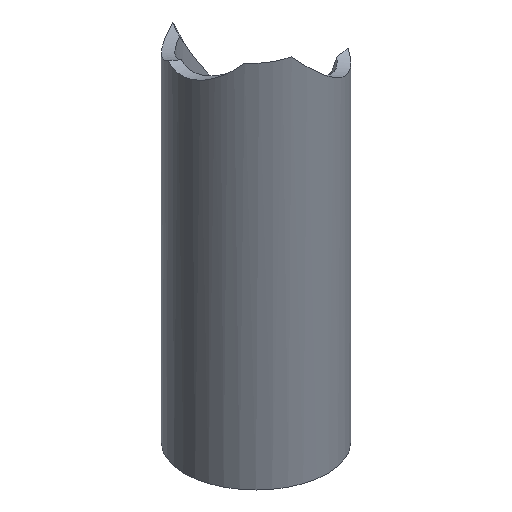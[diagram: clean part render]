
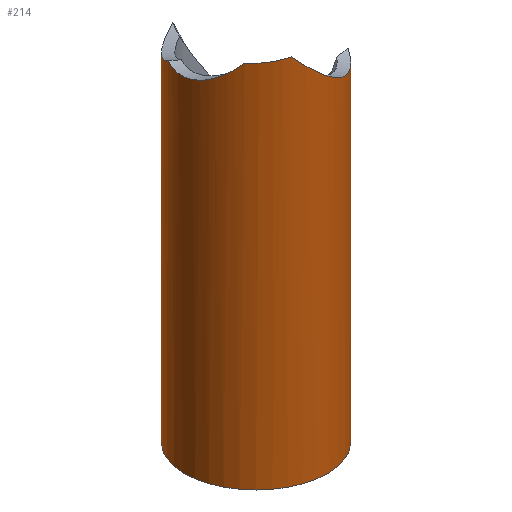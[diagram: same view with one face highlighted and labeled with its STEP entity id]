
A CAD part, top view. The second image highlights one B-rep face of the part: STEP entity #214.
In plain terms, the highlighted cylindrical face has radius 14 mm (diameter 28 mm), a partial arc.
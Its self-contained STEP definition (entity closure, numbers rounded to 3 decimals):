
#80=CARTESIAN_POINT('Vertex',(-1444.662,319.857,166.253)) ;
#84=CARTESIAN_POINT('Control Point',(-1444.662,319.857,166.253)) ;
#85=CARTESIAN_POINT('Control Point',(-1444.487,319.515,166.564)) ;
#86=CARTESIAN_POINT('Control Point',(-1444.292,319.191,166.885)) ;
#87=CARTESIAN_POINT('Control Point',(-1444.075,318.889,167.214)) ;
#88=CARTESIAN_POINT('Control Point',(-1443.355,318.046,168.227)) ;
#89=CARTESIAN_POINT('Control Point',(-1442.455,317.44,169.28)) ;
#90=CARTESIAN_POINT('Control Point',(-1441.781,317.157,169.984)) ;
#91=CARTESIAN_POINT('Control Point',(-1440.422,316.854,171.272)) ;
#92=CARTESIAN_POINT('Control Point',(-1438.952,316.949,172.464)) ;
#93=CARTESIAN_POINT('Control Point',(-1438.253,317.073,172.993)) ;
#94=CARTESIAN_POINT('Control Point',(-1437.552,317.268,173.494)) ;
#95=CARTESIAN_POINT('Control Point',(-1436.855,317.525,173.966)) ;
#96=CARTESIAN_POINT('Vertex',(-1436.855,317.525,173.966)) ;
#112=CARTESIAN_POINT('Control Point',(-1433.326,319.479,176.143)) ;
#113=CARTESIAN_POINT('Control Point',(-1434.164,318.855,175.664)) ;
#114=CARTESIAN_POINT('Control Point',(-1435.042,318.312,175.148)) ;
#115=CARTESIAN_POINT('Control Point',(-1435.945,317.862,174.583)) ;
#116=CARTESIAN_POINT('Control Point',(-1436.855,317.525,173.966)) ;
#117=CARTESIAN_POINT('Vertex',(-1433.326,319.479,176.143)) ;
#141=CARTESIAN_POINT('Axis2P3D Location',(-1431.644,288.773,142.299)) ;
#147=CARTESIAN_POINT('Control Point',(-1444.662,319.857,166.253)) ;
#148=CARTESIAN_POINT('Control Point',(-1445.111,319.836,164.93)) ;
#149=CARTESIAN_POINT('Control Point',(-1445.457,319.988,163.567)) ;
#150=CARTESIAN_POINT('Control Point',(-1445.644,320.361,162.2)) ;
#151=CARTESIAN_POINT('Control Point',(-1445.644,320.944,160.93)) ;
#152=CARTESIAN_POINT('Vertex',(-1445.644,320.944,160.93)) ;
#155=CARTESIAN_POINT('Line Origine',(-1445.644,288.773,142.299)) ;
#159=CARTESIAN_POINT('Vertex',(-1445.644,263.432,127.623)) ;
#162=CARTESIAN_POINT('Axis2P3D Location',(-1431.644,263.432,127.623)) ;
#166=CARTESIAN_POINT('Vertex',(-1417.644,263.432,127.623)) ;
#169=CARTESIAN_POINT('Line Origine',(-1417.644,288.773,142.299)) ;
#173=CARTESIAN_POINT('Vertex',(-1417.644,319.514,160.102)) ;
#177=CARTESIAN_POINT('Control Point',(-1420.092,317.362,167.996)) ;
#178=CARTESIAN_POINT('Control Point',(-1419.225,317.255,166.47)) ;
#179=CARTESIAN_POINT('Control Point',(-1418.484,317.371,164.859)) ;
#180=CARTESIAN_POINT('Control Point',(-1417.918,317.771,163.173)) ;
#181=CARTESIAN_POINT('Control Point',(-1417.644,318.518,161.551)) ;
#182=CARTESIAN_POINT('Control Point',(-1417.644,319.514,160.102)) ;
#183=CARTESIAN_POINT('Vertex',(-1420.092,317.362,167.996)) ;
#187=CARTESIAN_POINT('Control Point',(-1426.378,320.409,175.611)) ;
#188=CARTESIAN_POINT('Control Point',(-1424.979,319.442,174.394)) ;
#189=CARTESIAN_POINT('Control Point',(-1423.628,318.604,173.021)) ;
#190=CARTESIAN_POINT('Control Point',(-1422.332,317.937,171.5)) ;
#191=CARTESIAN_POINT('Control Point',(-1421.123,317.49,169.81)) ;
#192=CARTESIAN_POINT('Control Point',(-1420.092,317.362,167.996)) ;
#193=CARTESIAN_POINT('Vertex',(-1426.378,320.409,175.611)) ;
#197=CARTESIAN_POINT('Control Point',(-1433.326,319.479,176.143)) ;
#198=CARTESIAN_POINT('Control Point',(-1431.561,319.356,176.319)) ;
#199=CARTESIAN_POINT('Control Point',(-1429.757,319.48,176.291)) ;
#200=CARTESIAN_POINT('Control Point',(-1428.008,319.851,176.052)) ;
#201=CARTESIAN_POINT('Control Point',(-1426.378,320.409,175.611)) ;
#142=DIRECTION('Axis2P3D Direction',(0.,-0.865,-0.501)) ;
#143=DIRECTION('Axis2P3D XDirection',(1.,0.,0.)) ;
#156=DIRECTION('Vector Direction',(0.,-0.865,-0.501)) ;
#163=DIRECTION('Axis2P3D Direction',(0.,-0.865,-0.501)) ;
#170=DIRECTION('Vector Direction',(0.,-0.865,-0.501)) ;
#144=AXIS2_PLACEMENT_3D('Cylinder Axis2P3D',#141,#142,#143) ;
#164=AXIS2_PLACEMENT_3D('Circle Axis2P3D',#162,#163,$) ;
#204=ORIENTED_EDGE('',*,*,#154,.T.) ;
#205=ORIENTED_EDGE('',*,*,#161,.T.) ;
#206=ORIENTED_EDGE('',*,*,#168,.F.) ;
#207=ORIENTED_EDGE('',*,*,#175,.F.) ;
#208=ORIENTED_EDGE('',*,*,#185,.F.) ;
#209=ORIENTED_EDGE('',*,*,#195,.F.) ;
#210=ORIENTED_EDGE('',*,*,#202,.F.) ;
#211=ORIENTED_EDGE('',*,*,#119,.T.) ;
#212=ORIENTED_EDGE('',*,*,#98,.F.) ;
#157=VECTOR('Line Direction',#156,1.) ;
#171=VECTOR('Line Direction',#170,1.) ;
#214=ADVANCED_FACE('Corps principal',(#213),#145,.T.) ;
#83=B_SPLINE_CURVE_WITH_KNOTS('',5,(#84,#85,#86,#87,#88,#89,#90,#91,#92,#93,#94,#95),.UNSPECIFIED.,.F.,.U.,(6,3,3,6),(8.442,11.941,19.037,25.263),.UNSPECIFIED.) ;
#111=B_SPLINE_CURVE_WITH_KNOTS('',4,(#112,#113,#114,#115,#116),.UNSPECIFIED.,.F.,.U.,(5,5),(1.44,7.945),.UNSPECIFIED.) ;
#146=B_SPLINE_CURVE_WITH_KNOTS('',4,(#147,#148,#149,#150,#151),.UNSPECIFIED.,.F.,.U.,(5,5),(0.069,7.974),.UNSPECIFIED.) ;
#176=B_SPLINE_CURVE_WITH_KNOTS('',5,(#177,#178,#179,#180,#181,#182),.UNSPECIFIED.,.F.,.U.,(6,6),(0.,12.431),.UNSPECIFIED.) ;
#186=B_SPLINE_CURVE_WITH_KNOTS('',5,(#187,#188,#189,#190,#191,#192),.UNSPECIFIED.,.F.,.U.,(6,6),(5.469,20.25),.UNSPECIFIED.) ;
#196=B_SPLINE_CURVE_WITH_KNOTS('',4,(#197,#198,#199,#200,#201),.UNSPECIFIED.,.F.,.U.,(5,5),(20.137,30.197),.UNSPECIFIED.) ;
#165=CIRCLE('generated circle',#164,14.) ;
#145=CYLINDRICAL_SURFACE('generated cylinder',#144,14.) ;
#98=EDGE_CURVE('',#81,#97,#83,.T.) ;
#119=EDGE_CURVE('',#118,#97,#111,.T.) ;
#154=EDGE_CURVE('',#81,#153,#146,.T.) ;
#161=EDGE_CURVE('',#153,#160,#158,.T.) ;
#168=EDGE_CURVE('',#167,#160,#165,.T.) ;
#175=EDGE_CURVE('',#174,#167,#172,.T.) ;
#185=EDGE_CURVE('',#184,#174,#176,.T.) ;
#195=EDGE_CURVE('',#194,#184,#186,.T.) ;
#202=EDGE_CURVE('',#118,#194,#196,.T.) ;
#203=EDGE_LOOP('',(#204,#205,#206,#207,#208,#209,#210,#211,#212)) ;
#213=FACE_OUTER_BOUND('',#203,.T.) ;
#158=LINE('Line',#155,#157) ;
#172=LINE('Line',#169,#171) ;
#81=VERTEX_POINT('',#80) ;
#97=VERTEX_POINT('',#96) ;
#118=VERTEX_POINT('',#117) ;
#153=VERTEX_POINT('',#152) ;
#160=VERTEX_POINT('',#159) ;
#167=VERTEX_POINT('',#166) ;
#174=VERTEX_POINT('',#173) ;
#184=VERTEX_POINT('',#183) ;
#194=VERTEX_POINT('',#193) ;
